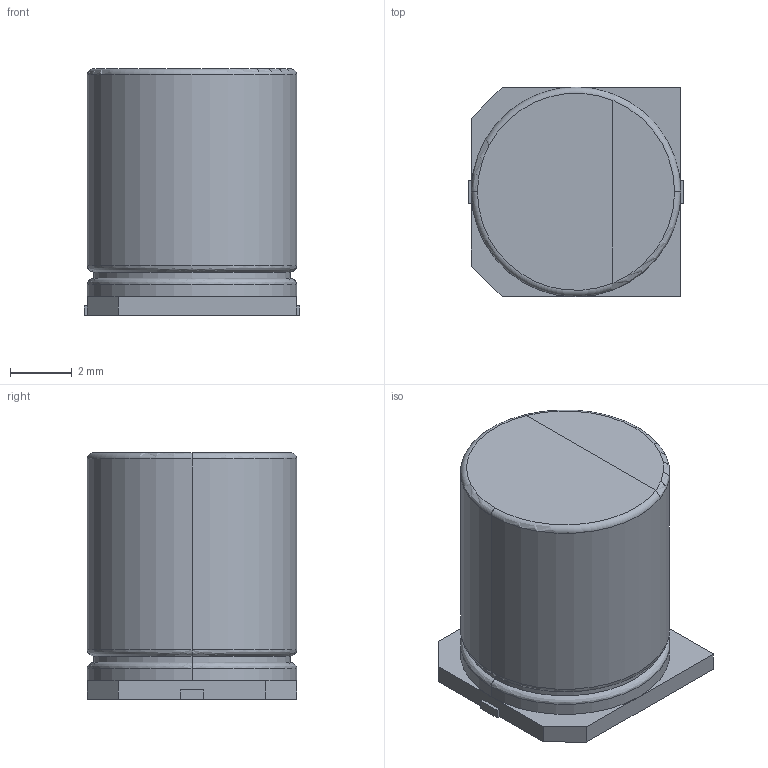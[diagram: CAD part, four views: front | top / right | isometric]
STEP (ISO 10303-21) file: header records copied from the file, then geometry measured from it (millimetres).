
FILE_DESCRIPTION((''),'2;1');
FILE_NAME('CAPAE680X800N.stp','2015-07-09T15:53:15',(''),(''),'Mechanical Desktop 2011','Mechanical Desktop 2011',', , ');
FILE_SCHEMA(('AUTOMOTIVE_DESIGN { 1 2 10303 214 1 1 1 1 }'));
Length unit declared in the file: millimetre
Products named in the file (1): Product
Bounding box: 7 x 6.8 x 8 mm (x, y, z)
Volume: 294.6 mm3; surface area: 372 mm2
Topology: 5 solids, 5 shells, 49 faces, 105 edges, 66 vertices
Faces by surface type: plane 26, cylinder 11, bspline 10, torus 2
Entity records: 1537 total; most frequent: CARTESIAN_POINT 429, DIRECTION 218, ORIENTED_EDGE 210, EDGE_CURVE 105, AXIS2_PLACEMENT_3D 73, VECTOR 72, LINE 72, VERTEX_POINT 66
